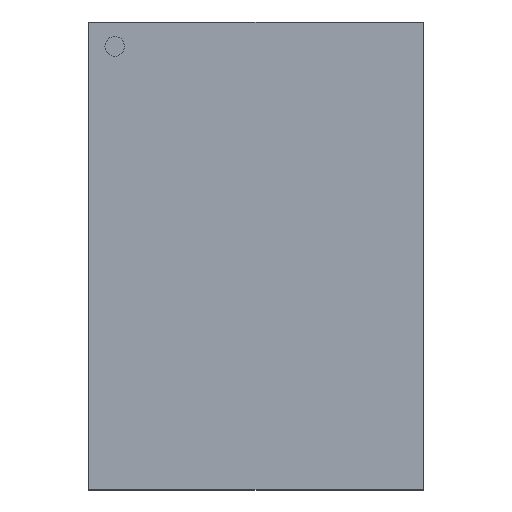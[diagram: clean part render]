
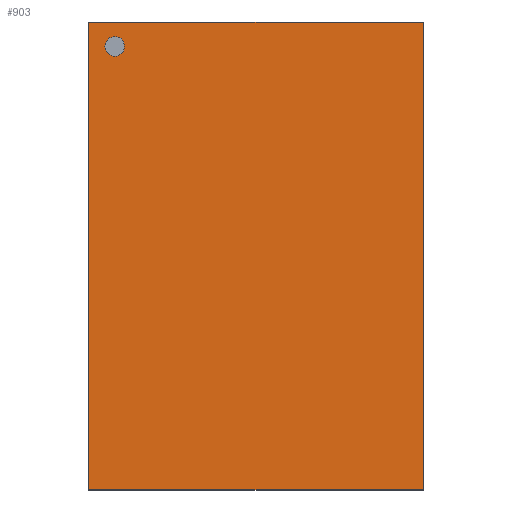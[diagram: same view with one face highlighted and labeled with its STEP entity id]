
A CAD part, top view. The second image highlights one B-rep face of the part: STEP entity #903.
In plain terms, the highlighted planar face has unit normal (0, 0, 1).
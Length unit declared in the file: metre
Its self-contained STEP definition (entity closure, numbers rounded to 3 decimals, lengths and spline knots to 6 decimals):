
#783 = EDGE_CURVE( '', #1592, #1593, #1594, .T. );
#827 = EDGE_CURVE( '', #1678, #1678, #1679, .T. );
#903 = ADVANCED_FACE( '', ( #1824, #1825 ), #1826, .T. );
#911 = EDGE_CURVE( '', #1578, #1829, #1840, .T. );
#933 = EDGE_CURVE( '', #1593, #1578, #1882, .T. );
#1055 = EDGE_CURVE( '', #1829, #1592, #2104, .T. );
#1578 = VERTEX_POINT( '', #2747 );
#1592 = VERTEX_POINT( '', #2765 );
#1593 = VERTEX_POINT( '', #2766 );
#1594 = LINE( '', #2767, #2768 );
#1678 = VERTEX_POINT( '', #2855 );
#1679 = CIRCLE( '', #2856, 0.000293 );
#1824 = FACE_OUTER_BOUND( '', #3005, .T. );
#1825 = FACE_BOUND( '', #3006, .T. );
#1826 = PLANE( '', #3007 );
#1829 = VERTEX_POINT( '', #3011 );
#1840 = LINE( '', #3024, #3025 );
#1882 = LINE( '', #3068, #3069 );
#2104 = LINE( '', #3311, #3312 );
#2747 = CARTESIAN_POINT( '', ( -0.005, 0.007, 0.001519 ) );
#2765 = CARTESIAN_POINT( '', ( 0.005, -0.007, 0.001519 ) );
#2766 = CARTESIAN_POINT( '', ( 0.005, 0.007, 0.001519 ) );
#2767 = CARTESIAN_POINT( '', ( 0.005, -0.007, 0.001519 ) );
#2768 = VECTOR( '', #3385, 1. );
#2855 = CARTESIAN_POINT( '', ( -0.00452, 0.006271, 0.001519 ) );
#2856 = AXIS2_PLACEMENT_3D( '', #3508, #3509, #3510 );
#3005 = EDGE_LOOP( '', ( #3727, #3728, #3729, #3730 ) );
#3006 = EDGE_LOOP( '', ( #3731 ) );
#3007 = AXIS2_PLACEMENT_3D( '', #3732, #3733, #3734 );
#3011 = CARTESIAN_POINT( '', ( -0.005, -0.007, 0.001519 ) );
#3024 = CARTESIAN_POINT( '', ( -0.005, 0.007, 0.001519 ) );
#3025 = VECTOR( '', #3748, 1. );
#3068 = CARTESIAN_POINT( '', ( 0.005, 0.007, 0.001519 ) );
#3069 = VECTOR( '', #3809, 1. );
#3311 = CARTESIAN_POINT( '', ( -0.005, -0.007, 0.001519 ) );
#3312 = VECTOR( '', #4131, 1. );
#3385 = DIRECTION( '', ( 0., 1., 0. ) );
#3508 = CARTESIAN_POINT( '', ( -0.004227, 0.006271, 0.001519 ) );
#3509 = DIRECTION( '', ( 0., 0., -1. ) );
#3510 = DIRECTION( '', ( -1., 0., 0. ) );
#3727 = ORIENTED_EDGE( '', *, *, #1055, .T. );
#3728 = ORIENTED_EDGE( '', *, *, #783, .T. );
#3729 = ORIENTED_EDGE( '', *, *, #933, .T. );
#3730 = ORIENTED_EDGE( '', *, *, #911, .T. );
#3731 = ORIENTED_EDGE( '', *, *, #827, .T. );
#3732 = CARTESIAN_POINT( '', ( 0., 0., 0.001519 ) );
#3733 = DIRECTION( '', ( 0., 0., 1. ) );
#3734 = DIRECTION( '', ( 1., 0., 0. ) );
#3748 = DIRECTION( '', ( 0., -1., 0. ) );
#3809 = DIRECTION( '', ( -1., 0., 0. ) );
#4131 = DIRECTION( '', ( 1., 0., 0. ) );
